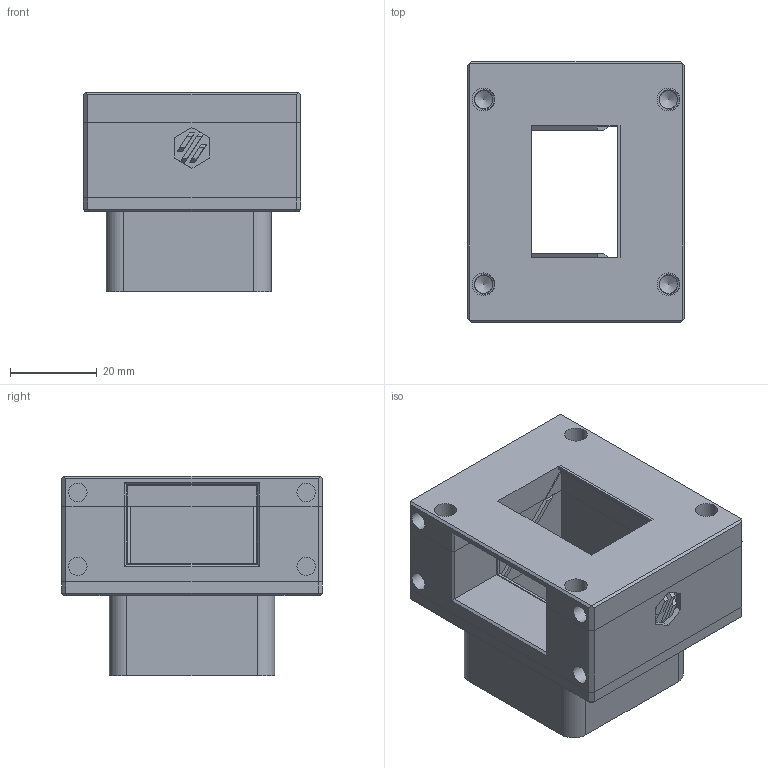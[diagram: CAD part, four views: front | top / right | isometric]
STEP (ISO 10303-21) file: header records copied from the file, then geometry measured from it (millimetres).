
FILE_DESCRIPTION(/* description */ (''),/* implementation_level */ '2;1');
FILE_NAME(/* name */ 'Venturi - Coaxial Lighting - V2.step',/* time_stamp */ '2021-03-13T19:07:00+00:00',/* author */ (''),/* organization */ (''),/* preprocessor_version */ 'ST-DEVELOPER v18.1',/* originating_system */ 'Autodesk Translation Framework v9.10.0.1330',/* authorisation */ '');
FILE_SCHEMA (('AUTOMOTIVE_DESIGN { 1 0 10303 214 3 1 1 }'));
Products named in the file (1): POC - Smaller Coaxial Lighting - V3
Bounding box: 50 x 60 x 45.99 mm (x, y, z)
Volume: 64525.6 mm3; surface area: 29356.2 mm2
Topology: 3 solids, 3 shells, 634 faces, 1784 edges, 1178 vertices
Faces by surface type: cylinder 432, plane 158, bspline 32, cone 12
Full cylindrical faces by diameter (mm): 2.175 x44, 2.529 x28, 2.675 x24, 3.086 x12, 4 x4, 4.2 x4, 4.234 x16, 4.25 x4, 5.12 x16, 5.2 x4, 5.3 x4
Entity records: 44893 total; most frequent: CARTESIAN_POINT 30105, ORIENTED_EDGE 3560, DIRECTION 2282, EDGE_CURVE 1780, VERTEX_POINT 1178, B_SPLINE_CURVE_WITH_KNOTS 860, LINE 764, VECTOR 764
